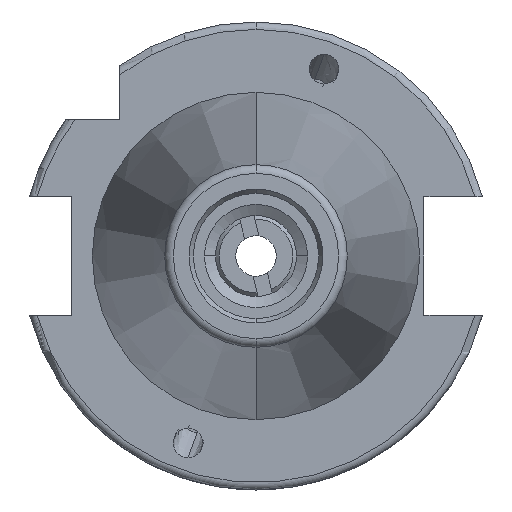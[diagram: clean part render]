
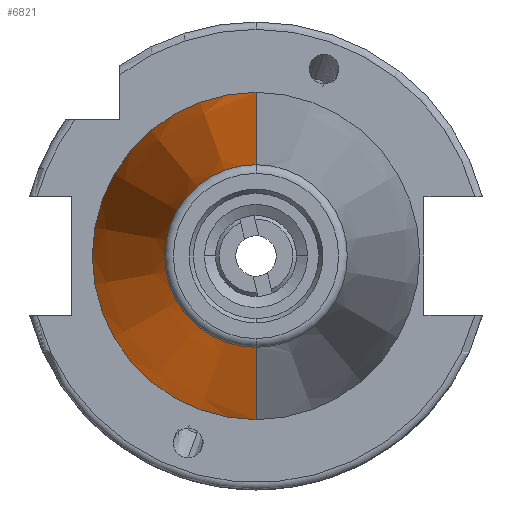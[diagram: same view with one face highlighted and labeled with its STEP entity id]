
A CAD part, left-side view. The second image highlights one B-rep face of the part: STEP entity #6821.
In plain terms, the highlighted conical face has half-angle 8.297 degrees and reference radius 22.225 mm.
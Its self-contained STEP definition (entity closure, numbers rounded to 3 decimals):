
#210 = CONICAL_SURFACE ( 'NONE', #4129, 22.225, 0.145 ) ;
#410 = VERTEX_POINT ( 'NONE', #1937 ) ;
#448 = VERTEX_POINT ( 'NONE', #1395 ) ;
#578 = CARTESIAN_POINT ( 'NONE',  ( 0., 0., 0. ) ) ;
#784 = VERTEX_POINT ( 'NONE', #1970 ) ;
#1014 = ORIENTED_EDGE ( 'NONE', *, *, #6893, .T. ) ;
#1114 = DIRECTION ( 'NONE',  ( 0., -1., 0. ) ) ;
#1133 = LINE ( 'NONE', #4701, #5632 ) ;
#1395 = CARTESIAN_POINT ( 'NONE',  ( 0., -22.225, 0. ) ) ;
#1586 = CARTESIAN_POINT ( 'NONE',  ( 0., 0., 0. ) ) ;
#1713 = CARTESIAN_POINT ( 'NONE',  ( 0., 22.225, 0. ) ) ;
#1786 = EDGE_LOOP ( 'NONE', ( #6186, #6967, #1014, #5306 ) ) ;
#1937 = CARTESIAN_POINT ( 'NONE',  ( -67.373, 12.4, 0. ) ) ;
#1970 = CARTESIAN_POINT ( 'NONE',  ( -67.373, -12.4, 0. ) ) ;
#2123 = DIRECTION ( 'NONE',  ( 0., 1., 0. ) ) ;
#2147 = CARTESIAN_POINT ( 'NONE',  ( -67.373, 0., 0. ) ) ;
#2189 = CIRCLE ( 'NONE', #4467, 12.4 ) ;
#2288 = EDGE_CURVE ( 'NONE', #784, #410, #2189, .T. ) ;
#2720 = DIRECTION ( 'NONE',  ( 0., -1., 0. ) ) ;
#3288 = FACE_OUTER_BOUND ( 'NONE', #1786, .T. ) ;
#3395 = DIRECTION ( 'NONE',  ( 0.99, -0.144, 0. ) ) ;
#3892 = LINE ( 'NONE', #6615, #6746 ) ;
#4129 = AXIS2_PLACEMENT_3D ( 'NONE', #1586, #5375, #2123 ) ;
#4378 = CIRCLE ( 'NONE', #6666, 22.225 ) ;
#4390 = DIRECTION ( 'NONE',  ( -1., 0., 0. ) ) ;
#4467 = AXIS2_PLACEMENT_3D ( 'NONE', #2147, #5948, #2720 ) ;
#4701 = CARTESIAN_POINT ( 'NONE',  ( 0., 22.225, 0. ) ) ;
#4842 = EDGE_CURVE ( 'NONE', #784, #448, #3892, .T. ) ;
#5089 = VERTEX_POINT ( 'NONE', #1713 ) ;
#5247 = DIRECTION ( 'NONE',  ( 0.99, 0.144, 0. ) ) ;
#5306 = ORIENTED_EDGE ( 'NONE', *, *, #6068, .F. ) ;
#5375 = DIRECTION ( 'NONE',  ( 1., 0., 0. ) ) ;
#5632 = VECTOR ( 'NONE', #5247, 1000. ) ;
#5948 = DIRECTION ( 'NONE',  ( -1., 0., 0. ) ) ;
#6068 = EDGE_CURVE ( 'NONE', #410, #5089, #1133, .T. ) ;
#6186 = ORIENTED_EDGE ( 'NONE', *, *, #2288, .F. ) ;
#6615 = CARTESIAN_POINT ( 'NONE',  ( 0., -22.225, 0. ) ) ;
#6666 = AXIS2_PLACEMENT_3D ( 'NONE', #578, #4390, #1114 ) ;
#6746 = VECTOR ( 'NONE', #3395, 1000. ) ;
#6821 = ADVANCED_FACE ( 'NONE', ( #3288 ), #210, .T. ) ;
#6893 = EDGE_CURVE ( 'NONE', #448, #5089, #4378, .T. ) ;
#6967 = ORIENTED_EDGE ( 'NONE', *, *, #4842, .T. ) ;
